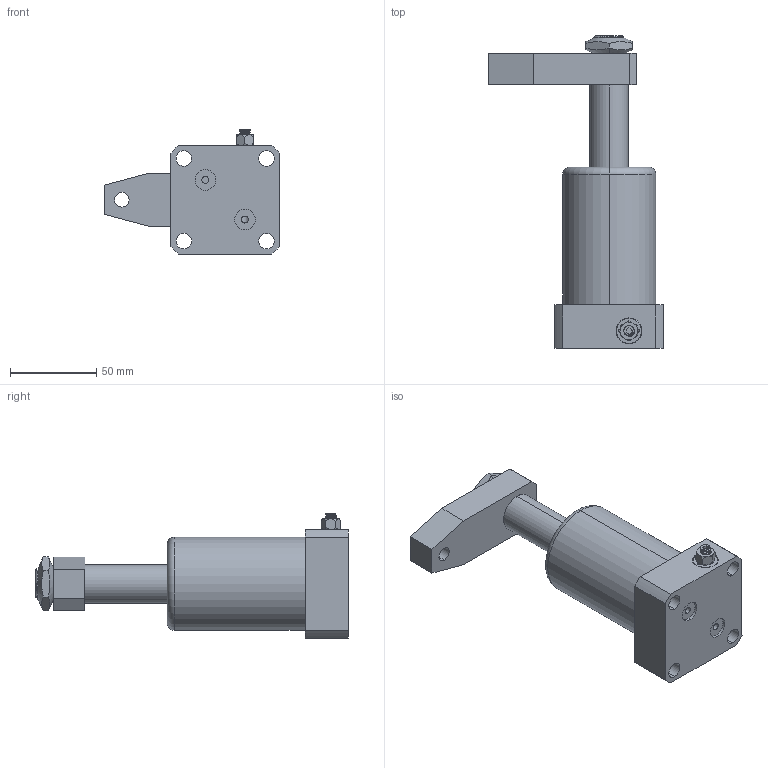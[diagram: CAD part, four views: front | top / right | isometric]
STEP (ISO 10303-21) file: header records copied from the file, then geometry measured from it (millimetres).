
FILE_DESCRIPTION (( 'STEP AP203' ), '1' );
FILE_NAME ('chs-mf40s-e_asm.STEP', '2019-04-19T01:37:45', ( '' ), ( '' ), 'SwSTEP 2.0', 'SolidWorks 2017', '' );
FILE_SCHEMA (( 'CONFIG_CONTROL_DESIGN' ));
Length unit declared in the file: millimetre
Products named in the file (9): M18_6; CHS-40S-02-E; M6_2; CHS-MF40-11-30-BT; CHS-40S-01_6; chs-mf40s-e_asm; CHS-MF40-TXF-02_2; CHS-MF40-TXF-03_2; CHS-TXF-01_2
Assembly tree (8 placements, depth 2):
  chs-mf40s-e_asm
    CHS-MF40-11-30-BT
    CHS-40S-02-E
    CHS-40S-01_6
    M18_6
    CHS-TXF-01_2
    CHS-MF40-TXF-03_2
    CHS-MF40-TXF-02_2
    M6_2
Bounding box: 101.51 x 181.3 x 71.99 mm (x, y, z)
Volume: 286192.5 mm3; surface area: 71640.5 mm2
Topology: 9 solids, 9 shells, 388 faces, 1055 edges, 697 vertices
Faces by surface type: cylinder 196, plane 84, cone 61, bspline 45, torus 2
Entity records: 28893 total; most frequent: CARTESIAN_POINT 19062, ORIENTED_EDGE 2082, DIRECTION 1483, EDGE_CURVE 1041, VERTEX_POINT 697, AXIS2_PLACEMENT_3D 571, B_SPLINE_CURVE_WITH_KNOTS 463, EDGE_LOOP 438
